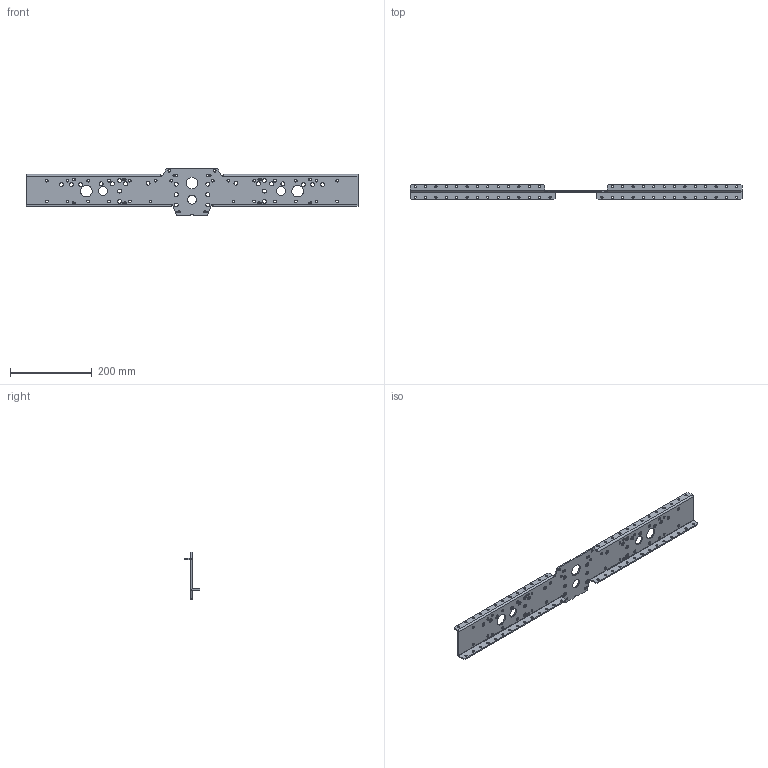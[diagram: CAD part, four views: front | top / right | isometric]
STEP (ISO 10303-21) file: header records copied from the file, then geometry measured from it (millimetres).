
FILE_DESCRIPTION (( 'STEP AP203' ), '1' );
FILE_NAME ('am-3922a AM14U4 Inside Plate.STEP', '2021-06-25T21:50:03', ( '' ), ( '' ), 'SwSTEP 2.0', 'SolidWorks 2021', '' );
FILE_SCHEMA (( 'CONFIG_CONTROL_DESIGN' ));
Length unit declared in the file: inch
Products named in the file (1): am-3922a AM14U4 Inside Plate
Bounding box: 812.8 x 38.1 x 116.33 mm (x, y, z)
Volume: 260848.8 mm3; surface area: 180387.5 mm2
Topology: 1 solids, 1 shells, 342 faces, 996 edges, 656 vertices
Faces by surface type: cylinder 295, plane 47
Entity records: 12249 total; most frequent: DIRECTION 2272, CARTESIAN_POINT 1995, ORIENTED_EDGE 1992, EDGE_CURVE 996, AXIS2_PLACEMENT_3D 933, VERTEX_POINT 656, EDGE_LOOP 618, CIRCLE 590
